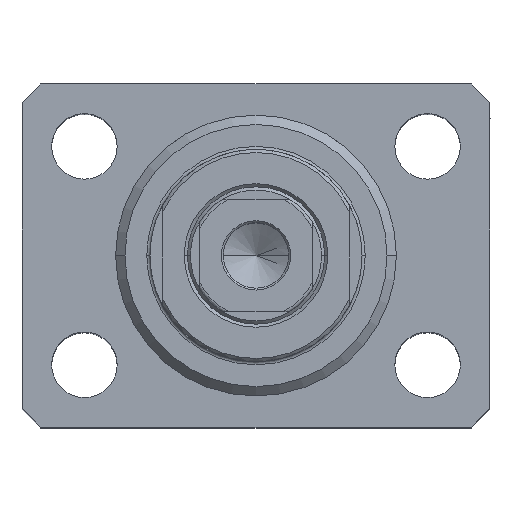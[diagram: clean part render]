
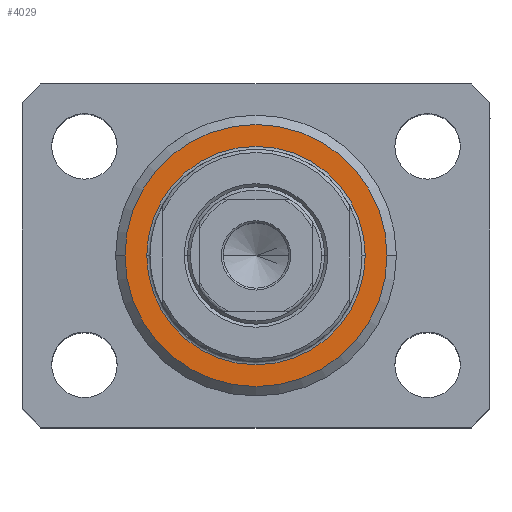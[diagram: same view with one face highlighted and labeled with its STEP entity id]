
A CAD part, top view. The second image highlights one B-rep face of the part: STEP entity #4029.
In plain terms, the highlighted face is planar.
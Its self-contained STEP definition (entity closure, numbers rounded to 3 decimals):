
#2216 = EDGE_CURVE ( 'NONE', #19890, #42078, #22698, .T. ) ;
#2355 = PLANE ( 'NONE',  #14055 ) ;
#4029 = ADVANCED_FACE ( 'NONE', ( #44182, #5973 ), #2355, .F. ) ;
#5377 = AXIS2_PLACEMENT_3D ( 'NONE', #28796, #36259, #43477 ) ;
#5973 = FACE_OUTER_BOUND ( 'NONE', #9324, .T. ) ;
#6137 = ORIENTED_EDGE ( 'NONE', *, *, #25171, .T. ) ;
#6713 = CARTESIAN_POINT ( 'NONE',  ( -17.5, 0., 0. ) ) ;
#6985 = CARTESIAN_POINT ( 'NONE',  ( 0., 0., 0. ) ) ;
#7337 = DIRECTION ( 'NONE',  ( 0., 0., -1. ) ) ;
#9324 = EDGE_LOOP ( 'NONE', ( #31242, #6137 ) ) ;
#11168 = CARTESIAN_POINT ( 'NONE',  ( 0., 0., 0. ) ) ;
#13443 = ORIENTED_EDGE ( 'NONE', *, *, #37709, .T. ) ;
#13989 = DIRECTION ( 'NONE',  ( 0., 0., 1. ) ) ;
#14055 = AXIS2_PLACEMENT_3D ( 'NONE', #23386, #23167, #19781 ) ;
#16037 = CIRCLE ( 'NONE', #43472, 21. ) ;
#16955 = DIRECTION ( 'NONE',  ( 1., 0., 0. ) ) ;
#19781 = DIRECTION ( 'NONE',  ( 1., 0., 0. ) ) ;
#19890 = VERTEX_POINT ( 'NONE', #22989 ) ;
#21140 = DIRECTION ( 'NONE',  ( 1., 0., 0. ) ) ;
#22474 = CARTESIAN_POINT ( 'NONE',  ( 0., 0., 0. ) ) ;
#22698 = CIRCLE ( 'NONE', #28478, 21. ) ;
#22917 = DIRECTION ( 'NONE',  ( 1., 0., 0. ) ) ;
#22989 = CARTESIAN_POINT ( 'NONE',  ( 21., 0., 0. ) ) ;
#23167 = DIRECTION ( 'NONE',  ( 0., 0., 1. ) ) ;
#23386 = CARTESIAN_POINT ( 'NONE',  ( 0., 0., 0. ) ) ;
#24878 = CIRCLE ( 'NONE', #5377, 17.5 ) ;
#25171 = EDGE_CURVE ( 'NONE', #42078, #19890, #16037, .T. ) ;
#25648 = DIRECTION ( 'NONE',  ( 0., 0., -1. ) ) ;
#26604 = CIRCLE ( 'NONE', #32380, 17.5 ) ;
#27161 = CARTESIAN_POINT ( 'NONE',  ( 17.5, 0., 0. ) ) ;
#27708 = EDGE_CURVE ( 'NONE', #32473, #37894, #24878, .T. ) ;
#28478 = AXIS2_PLACEMENT_3D ( 'NONE', #22474, #25648, #22917 ) ;
#28796 = CARTESIAN_POINT ( 'NONE',  ( 0., 0., 0. ) ) ;
#31242 = ORIENTED_EDGE ( 'NONE', *, *, #2216, .T. ) ;
#32313 = CARTESIAN_POINT ( 'NONE',  ( -21., 0., 0. ) ) ;
#32380 = AXIS2_PLACEMENT_3D ( 'NONE', #6985, #13989, #16955 ) ;
#32473 = VERTEX_POINT ( 'NONE', #27161 ) ;
#35059 = ORIENTED_EDGE ( 'NONE', *, *, #27708, .T. ) ;
#36259 = DIRECTION ( 'NONE',  ( 0., 0., 1. ) ) ;
#37709 = EDGE_CURVE ( 'NONE', #37894, #32473, #26604, .T. ) ;
#37894 = VERTEX_POINT ( 'NONE', #6713 ) ;
#41191 = EDGE_LOOP ( 'NONE', ( #35059, #13443 ) ) ;
#42078 = VERTEX_POINT ( 'NONE', #32313 ) ;
#43472 = AXIS2_PLACEMENT_3D ( 'NONE', #11168, #7337, #21140 ) ;
#43477 = DIRECTION ( 'NONE',  ( 1., 0., 0. ) ) ;
#44182 = FACE_BOUND ( 'NONE', #41191, .T. ) ;
